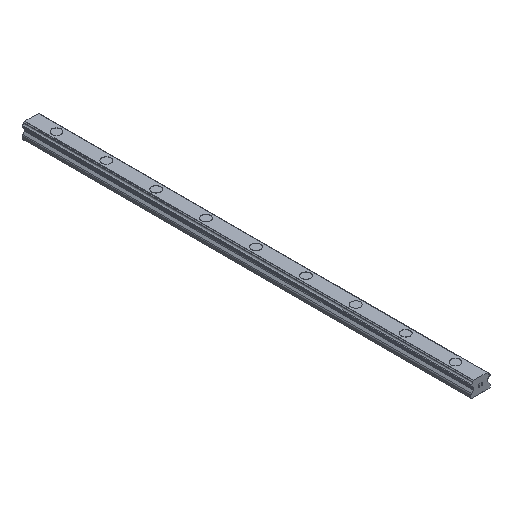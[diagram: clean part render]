
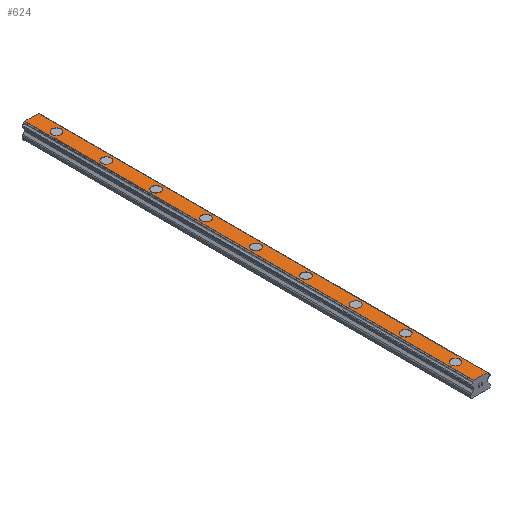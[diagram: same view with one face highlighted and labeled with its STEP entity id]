
A CAD part, isometric view. The second image highlights one B-rep face of the part: STEP entity #624.
In plain terms, the highlighted planar face has unit normal (0, 0, 1).
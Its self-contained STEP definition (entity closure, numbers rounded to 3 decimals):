
#624=ADVANCED_FACE('',(#1274,#1275,#1276,#1277,#1278,#1279,#1280,#1281,#1282,#1283),#1284,.T.);
#1274=FACE_BOUND('',#1943,.T.);
#1275=FACE_BOUND('',#1944,.T.);
#1276=FACE_BOUND('',#1945,.T.);
#1277=FACE_BOUND('',#1946,.T.);
#1278=FACE_BOUND('',#1947,.T.);
#1279=FACE_BOUND('',#1948,.T.);
#1280=FACE_BOUND('',#1949,.T.);
#1281=FACE_BOUND('',#1950,.T.);
#1282=FACE_BOUND('',#1951,.T.);
#1283=FACE_OUTER_BOUND('',#1952,.T.);
#1284=PLANE('',#1953);
#1943=EDGE_LOOP('',(#3795,#3796));
#1944=EDGE_LOOP('',(#3797,#3798));
#1945=EDGE_LOOP('',(#3799,#3800));
#1946=EDGE_LOOP('',(#3801,#3802));
#1947=EDGE_LOOP('',(#3803,#3804));
#1948=EDGE_LOOP('',(#3805,#3806));
#1949=EDGE_LOOP('',(#3807,#3808));
#1950=EDGE_LOOP('',(#3809,#3810));
#1951=EDGE_LOOP('',(#3811,#3812));
#1952=EDGE_LOOP('',(#3813,#3814,#3815,#3816));
#1953=AXIS2_PLACEMENT_3D('',#3817,#3818,#3819);
#3795=ORIENTED_EDGE('',*,*,#4123,.T.);
#3796=ORIENTED_EDGE('',*,*,#4548,.T.);
#3797=ORIENTED_EDGE('',*,*,#4109,.T.);
#3798=ORIENTED_EDGE('',*,*,#4584,.T.);
#3799=ORIENTED_EDGE('',*,*,#4095,.T.);
#3800=ORIENTED_EDGE('',*,*,#4599,.T.);
#3801=ORIENTED_EDGE('',*,*,#4081,.T.);
#3802=ORIENTED_EDGE('',*,*,#4614,.T.);
#3803=ORIENTED_EDGE('',*,*,#4067,.T.);
#3804=ORIENTED_EDGE('',*,*,#4629,.T.);
#3805=ORIENTED_EDGE('',*,*,#4053,.T.);
#3806=ORIENTED_EDGE('',*,*,#4644,.T.);
#3807=ORIENTED_EDGE('',*,*,#4039,.T.);
#3808=ORIENTED_EDGE('',*,*,#4659,.T.);
#3809=ORIENTED_EDGE('',*,*,#4025,.T.);
#3810=ORIENTED_EDGE('',*,*,#4674,.T.);
#3811=ORIENTED_EDGE('',*,*,#4011,.T.);
#3812=ORIENTED_EDGE('',*,*,#4689,.T.);
#3813=ORIENTED_EDGE('',*,*,#4527,.T.);
#3814=ORIENTED_EDGE('',*,*,#4742,.F.);
#3815=ORIENTED_EDGE('',*,*,#4401,.T.);
#3816=ORIENTED_EDGE('',*,*,#4740,.T.);
#3817=CARTESIAN_POINT('',(0.,540.0,18.));
#3818=DIRECTION('',(0.0,0.0,1.0));
#3819=DIRECTION('',(-1.0,0.0,0.0));
#4011=EDGE_CURVE('',#4802,#4799,#4803,.T.);
#4025=EDGE_CURVE('',#4828,#4825,#4829,.T.);
#4039=EDGE_CURVE('',#4854,#4851,#4855,.T.);
#4053=EDGE_CURVE('',#4880,#4877,#4881,.T.);
#4067=EDGE_CURVE('',#4906,#4903,#4907,.T.);
#4081=EDGE_CURVE('',#4932,#4929,#4933,.T.);
#4095=EDGE_CURVE('',#4958,#4955,#4959,.T.);
#4109=EDGE_CURVE('',#4984,#4981,#4985,.T.);
#4123=EDGE_CURVE('',#5010,#5007,#5011,.T.);
#4401=EDGE_CURVE('',#5424,#5422,#5425,.T.);
#4527=EDGE_CURVE('',#5631,#5629,#5632,.T.);
#4548=EDGE_CURVE('',#5007,#5010,#5671,.T.);
#4584=EDGE_CURVE('',#4981,#4984,#5719,.T.);
#4599=EDGE_CURVE('',#4955,#4958,#5737,.T.);
#4614=EDGE_CURVE('',#4929,#4932,#5755,.T.);
#4629=EDGE_CURVE('',#4903,#4906,#5773,.T.);
#4644=EDGE_CURVE('',#4877,#4880,#5791,.T.);
#4659=EDGE_CURVE('',#4851,#4854,#5809,.T.);
#4674=EDGE_CURVE('',#4825,#4828,#5827,.T.);
#4689=EDGE_CURVE('',#4799,#4802,#5845,.T.);
#4740=EDGE_CURVE('',#5422,#5631,#5899,.T.);
#4742=EDGE_CURVE('',#5424,#5629,#5901,.T.);
#4799=VERTEX_POINT('',#5960);
#4802=VERTEX_POINT('',#5964);
#4803=CIRCLE('',#5965,5.5);
#4825=VERTEX_POINT('',#5990);
#4828=VERTEX_POINT('',#5994);
#4829=CIRCLE('',#5995,5.5);
#4851=VERTEX_POINT('',#6020);
#4854=VERTEX_POINT('',#6024);
#4855=CIRCLE('',#6025,5.5);
#4877=VERTEX_POINT('',#6050);
#4880=VERTEX_POINT('',#6054);
#4881=CIRCLE('',#6055,5.5);
#4903=VERTEX_POINT('',#6080);
#4906=VERTEX_POINT('',#6084);
#4907=CIRCLE('',#6085,5.5);
#4929=VERTEX_POINT('',#6110);
#4932=VERTEX_POINT('',#6114);
#4933=CIRCLE('',#6115,5.5);
#4955=VERTEX_POINT('',#6140);
#4958=VERTEX_POINT('',#6144);
#4959=CIRCLE('',#6145,5.5);
#4981=VERTEX_POINT('',#6170);
#4984=VERTEX_POINT('',#6174);
#4985=CIRCLE('',#6175,5.5);
#5007=VERTEX_POINT('',#6200);
#5010=VERTEX_POINT('',#6204);
#5011=CIRCLE('',#6205,5.5);
#5422=VERTEX_POINT('',#6760);
#5424=VERTEX_POINT('',#6762);
#5425=LINE('',#6763,#6764);
#5629=VERTEX_POINT('',#7049);
#5631=VERTEX_POINT('',#7051);
#5632=LINE('',#7052,#7053);
#5671=CIRCLE('',#7101,5.5);
#5719=CIRCLE('',#7163,5.5);
#5737=CIRCLE('',#7184,5.5);
#5755=CIRCLE('',#7205,5.5);
#5773=CIRCLE('',#7226,5.5);
#5791=CIRCLE('',#7247,5.5);
#5809=CIRCLE('',#7268,5.5);
#5827=CIRCLE('',#7289,5.5);
#5845=CIRCLE('',#7310,5.5);
#5899=LINE('',#7385,#7386);
#5901=LINE('',#7388,#7389);
#5960=CARTESIAN_POINT('',(5.5,30.0,18.));
#5964=CARTESIAN_POINT('',(-5.5,30.0,18.));
#5965=AXIS2_PLACEMENT_3D('',#7467,#7468,#7469);
#5990=CARTESIAN_POINT('',(5.5,90.0,18.));
#5994=CARTESIAN_POINT('',(-5.5,90.0,18.));
#5995=AXIS2_PLACEMENT_3D('',#7495,#7496,#7497);
#6020=CARTESIAN_POINT('',(5.5,150.0,18.));
#6024=CARTESIAN_POINT('',(-5.5,150.0,18.));
#6025=AXIS2_PLACEMENT_3D('',#7523,#7524,#7525);
#6050=CARTESIAN_POINT('',(5.5,210.0,18.));
#6054=CARTESIAN_POINT('',(-5.5,210.0,18.));
#6055=AXIS2_PLACEMENT_3D('',#7551,#7552,#7553);
#6080=CARTESIAN_POINT('',(5.5,270.0,18.));
#6084=CARTESIAN_POINT('',(-5.5,270.0,18.));
#6085=AXIS2_PLACEMENT_3D('',#7579,#7580,#7581);
#6110=CARTESIAN_POINT('',(5.5,330.0,18.));
#6114=CARTESIAN_POINT('',(-5.5,330.0,18.));
#6115=AXIS2_PLACEMENT_3D('',#7607,#7608,#7609);
#6140=CARTESIAN_POINT('',(5.5,390.0,18.));
#6144=CARTESIAN_POINT('',(-5.5,390.0,18.));
#6145=AXIS2_PLACEMENT_3D('',#7635,#7636,#7637);
#6170=CARTESIAN_POINT('',(5.5,450.0,18.));
#6174=CARTESIAN_POINT('',(-5.5,450.0,18.));
#6175=AXIS2_PLACEMENT_3D('',#7663,#7664,#7665);
#6200=CARTESIAN_POINT('',(5.5,510.0,18.));
#6204=CARTESIAN_POINT('',(-5.5,510.0,18.));
#6205=AXIS2_PLACEMENT_3D('',#7691,#7692,#7693);
#6760=CARTESIAN_POINT('',(-7.959,540.0,18.));
#6762=CARTESIAN_POINT('',(7.959,540.0,18.));
#6763=CARTESIAN_POINT('',(7.959,540.0,18.));
#6764=VECTOR('',#8006,1.0);
#7049=CARTESIAN_POINT('',(7.959,0.0,18.));
#7051=CARTESIAN_POINT('',(-7.959,0.0,18.));
#7052=CARTESIAN_POINT('',(7.959,0.0,18.));
#7053=VECTOR('',#8148,1.0);
#7101=AXIS2_PLACEMENT_3D('',#8188,#8189,#8190);
#7163=AXIS2_PLACEMENT_3D('',#8247,#8248,#8249);
#7184=AXIS2_PLACEMENT_3D('',#8268,#8269,#8270);
#7205=AXIS2_PLACEMENT_3D('',#8289,#8290,#8291);
#7226=AXIS2_PLACEMENT_3D('',#8310,#8311,#8312);
#7247=AXIS2_PLACEMENT_3D('',#8331,#8332,#8333);
#7268=AXIS2_PLACEMENT_3D('',#8352,#8353,#8354);
#7289=AXIS2_PLACEMENT_3D('',#8373,#8374,#8375);
#7310=AXIS2_PLACEMENT_3D('',#8394,#8395,#8396);
#7385=CARTESIAN_POINT('',(-7.959,540.0,18.));
#7386=VECTOR('',#8433,1.0);
#7388=CARTESIAN_POINT('',(7.959,540.0,18.));
#7389=VECTOR('',#8434,1.0);
#7467=CARTESIAN_POINT('',(0.0,30.0,18.));
#7468=DIRECTION('',(0.0,0.0,-1.0));
#7469=DIRECTION('',(1.0,0.0,0.0));
#7495=CARTESIAN_POINT('',(0.0,90.0,18.));
#7496=DIRECTION('',(0.0,0.0,-1.0));
#7497=DIRECTION('',(1.0,0.0,0.0));
#7523=CARTESIAN_POINT('',(0.0,150.0,18.));
#7524=DIRECTION('',(0.0,0.0,-1.0));
#7525=DIRECTION('',(1.0,0.0,0.0));
#7551=CARTESIAN_POINT('',(0.0,210.0,18.));
#7552=DIRECTION('',(0.0,0.0,-1.0));
#7553=DIRECTION('',(1.0,0.0,0.0));
#7579=CARTESIAN_POINT('',(0.0,270.0,18.));
#7580=DIRECTION('',(0.0,0.0,-1.0));
#7581=DIRECTION('',(1.0,0.0,0.0));
#7607=CARTESIAN_POINT('',(0.0,330.0,18.));
#7608=DIRECTION('',(0.0,0.0,-1.0));
#7609=DIRECTION('',(1.0,0.0,0.0));
#7635=CARTESIAN_POINT('',(0.0,390.0,18.));
#7636=DIRECTION('',(0.0,0.0,-1.0));
#7637=DIRECTION('',(1.0,0.0,0.0));
#7663=CARTESIAN_POINT('',(0.0,450.0,18.));
#7664=DIRECTION('',(0.0,0.0,-1.0));
#7665=DIRECTION('',(1.0,0.0,0.0));
#7691=CARTESIAN_POINT('',(0.0,510.0,18.));
#7692=DIRECTION('',(0.0,0.0,-1.0));
#7693=DIRECTION('',(1.0,0.0,0.0));
#8006=DIRECTION('',(-1.0,0.0,0.0));
#8148=DIRECTION('',(1.0,0.0,0.0));
#8188=CARTESIAN_POINT('',(0.0,510.0,18.));
#8189=DIRECTION('',(0.0,0.0,-1.0));
#8190=DIRECTION('',(1.0,0.0,0.0));
#8247=CARTESIAN_POINT('',(0.0,450.0,18.));
#8248=DIRECTION('',(0.0,0.0,-1.0));
#8249=DIRECTION('',(1.0,0.0,0.0));
#8268=CARTESIAN_POINT('',(0.0,390.0,18.));
#8269=DIRECTION('',(0.0,0.0,-1.0));
#8270=DIRECTION('',(1.0,0.0,0.0));
#8289=CARTESIAN_POINT('',(0.0,330.0,18.));
#8290=DIRECTION('',(0.0,0.0,-1.0));
#8291=DIRECTION('',(1.0,0.0,0.0));
#8310=CARTESIAN_POINT('',(0.0,270.0,18.));
#8311=DIRECTION('',(0.0,0.0,-1.0));
#8312=DIRECTION('',(1.0,0.0,0.0));
#8331=CARTESIAN_POINT('',(0.0,210.0,18.));
#8332=DIRECTION('',(0.0,0.0,-1.0));
#8333=DIRECTION('',(1.0,0.0,0.0));
#8352=CARTESIAN_POINT('',(0.0,150.0,18.));
#8353=DIRECTION('',(0.0,0.0,-1.0));
#8354=DIRECTION('',(1.0,0.0,0.0));
#8373=CARTESIAN_POINT('',(0.0,90.0,18.));
#8374=DIRECTION('',(0.0,0.0,-1.0));
#8375=DIRECTION('',(1.0,0.0,0.0));
#8394=CARTESIAN_POINT('',(0.0,30.0,18.));
#8395=DIRECTION('',(0.0,0.0,-1.0));
#8396=DIRECTION('',(1.0,0.0,0.0));
#8433=DIRECTION('',(0.0,-1.0,0.0));
#8434=DIRECTION('',(0.0,-1.0,0.0));
